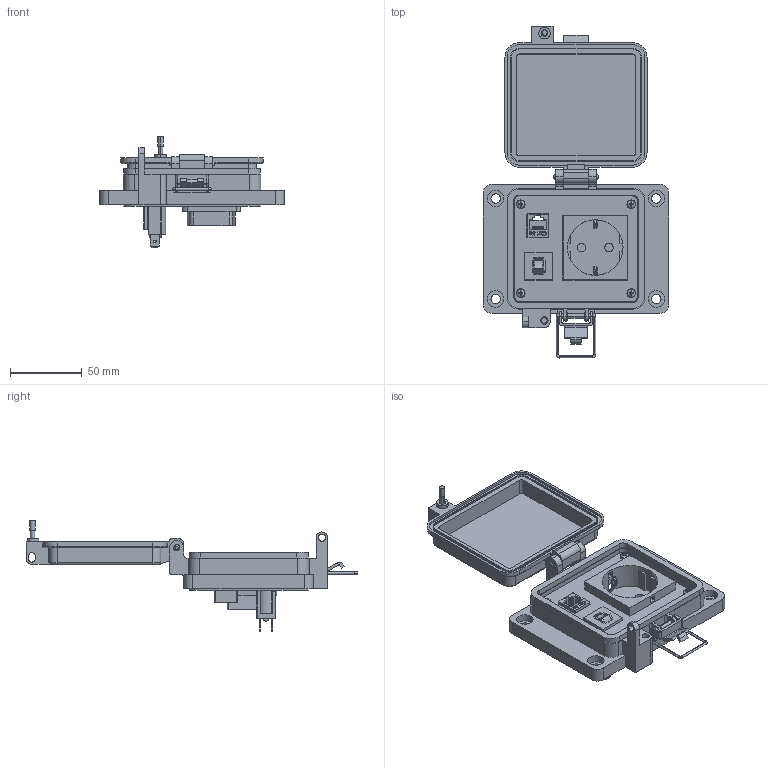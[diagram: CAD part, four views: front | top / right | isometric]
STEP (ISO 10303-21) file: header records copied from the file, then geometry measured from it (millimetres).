
FILE_DESCRIPTION (( 'STEP AP203' ), '1' );
FILE_NAME ('P-R2-K3RE5_3D.STEP', '2018-03-28T18:38:53', ( '' ), ( '' ), 'SwSTEP 2.0', 'SolidWorks 2017', '' );
FILE_SCHEMA (( 'CONFIG_CONTROL_DESIGN' ));
Length unit declared in the file: millimetre
Products named in the file (14): Z-CB-SM; P-R2-K3RE5_BP180_1; CBX; P-R2-K3RE5_TP060_1; Z-H-K3_B; Z-000-4243316TFP; -K3; P-R2-K3RE5_FP060_1; 92005A124_METRIC PAN HEAD PHILLIPS MACHINE SCREW_92005A124; Z-300-RJ45CAT5; P-R2-K3RE5_3D; R2; Z-200-OTLT-RE; RE
Assembly tree (18 placements, depth 3):
  P-R2-K3RE5_3D
    P-R2-K3RE5_BP180_1
    P-R2-K3RE5_TP060_1
    Z-000-4243316TFP  x3
    P-R2-K3RE5_FP060_1
    R2
      Z-300-RJ45CAT5
    RE
      Z-200-OTLT-RE
    CBX
      Z-CB-SM
    -K3
      Z-H-K3_B
    92005A124_METRIC PAN HEAD PHILLIPS MACHINE SCREW_92005A124  x4
Bounding box: 129 x 231.28 x 77.64 mm (x, y, z)
Volume: 198990.8 mm3; surface area: 116517.2 mm2
Topology: 23 solids, 23 shells, 2115 faces, 5971 edges, 3956 vertices
Faces by surface type: cylinder 929, plane 835, bspline 240, cone 71, torus 32, sphere 8
Entity records: 57772 total; most frequent: CARTESIAN_POINT 20214, ORIENTED_EDGE 8118, DIRECTION 6618, EDGE_CURVE 4059, VERTEX_POINT 2689, VECTOR 2496, LINE 2496, AXIS2_PLACEMENT_3D 2061
